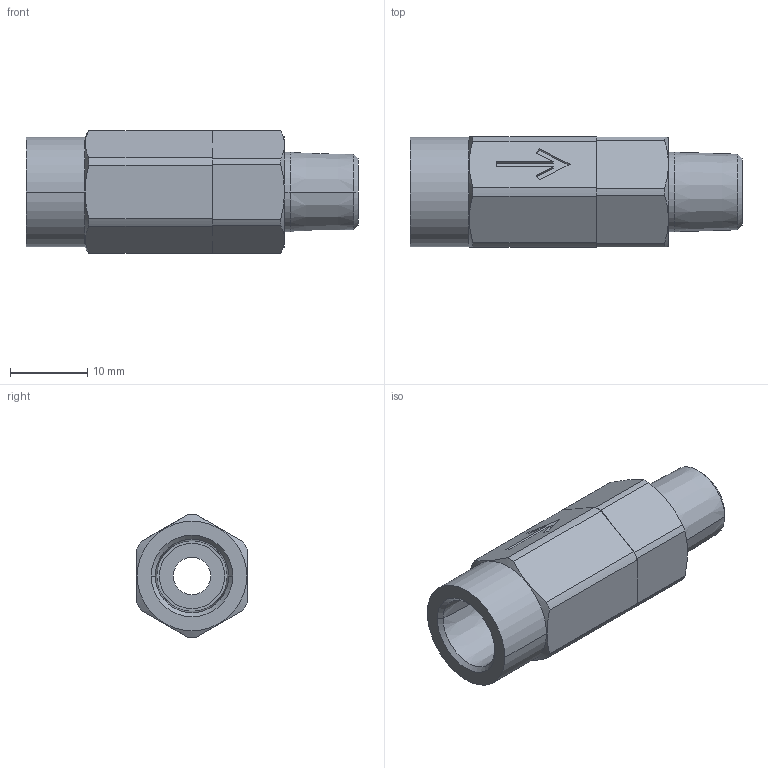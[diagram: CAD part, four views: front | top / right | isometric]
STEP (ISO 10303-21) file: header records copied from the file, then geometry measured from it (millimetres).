
FILE_DESCRIPTION (( 'STEP AP214' ), '1' );
FILE_NAME ('CVF18N-M18N.step', '2018-10-25T17:35:16', ( '' ), ( '' ), 'SwSTEP 2.0', 'SolidWorks 2018', '' );
FILE_SCHEMA (( 'AUTOMOTIVE_DESIGN' ));
Length unit declared in the file: inch
Products named in the file (1): CVF18N-M18N
Bounding box: 42.93 x 14.29 x 15.87 mm (x, y, z)
Volume: 5275.2 mm3; surface area: 4206.5 mm2
Topology: 2 solids, 2 shells, 76 faces, 187 edges, 122 vertices
Faces by surface type: plane 32, cylinder 28, cone 16
Entity records: 3378 total; most frequent: CARTESIAN_POINT 498, DIRECTION 393, ORIENTED_EDGE 374, EDGE_CURVE 187, AXIS2_PLACEMENT_3D 149, VERTEX_POINT 122, VECTOR 95, LINE 95
